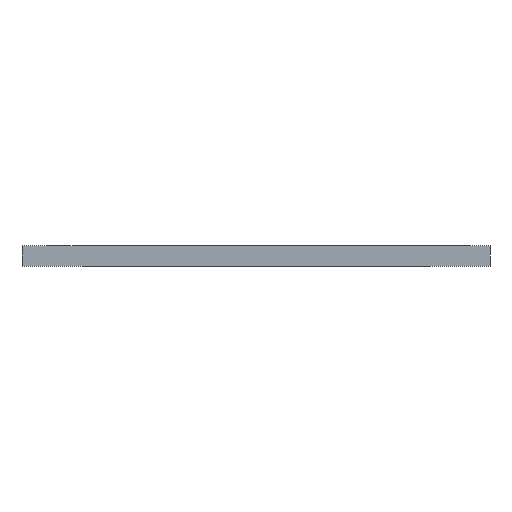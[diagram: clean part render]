
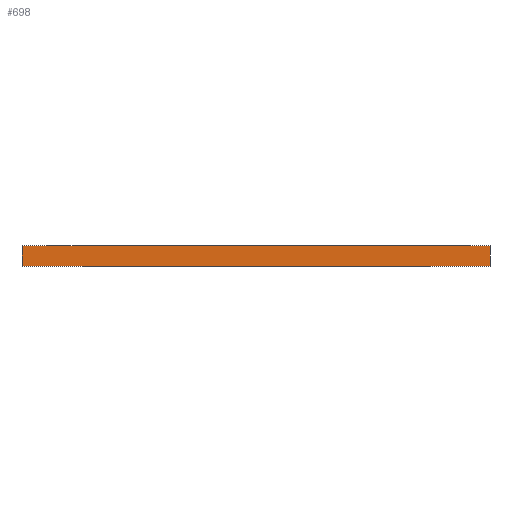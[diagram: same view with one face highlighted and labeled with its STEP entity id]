
A CAD part, front view. The second image highlights one B-rep face of the part: STEP entity #698.
In plain terms, the highlighted planar face has unit normal (0, -1, 0).
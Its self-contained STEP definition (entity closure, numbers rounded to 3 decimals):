
#288 = CARTESIAN_POINT ( 'NONE',  ( 15., -22.5, -0.65 ) ) ;
#360 = ORIENTED_EDGE ( 'NONE', *, *, #2614, .T. ) ;
#367 = VECTOR ( 'NONE', #1802, 1000. ) ;
#651 = CARTESIAN_POINT ( 'NONE',  ( 15., -22.5, -0.65 ) ) ;
#673 = VERTEX_POINT ( 'NONE', #2045 ) ;
#698 = ADVANCED_FACE ( 'NONE', ( #2023 ), #5731, .F. ) ;
#904 = LINE ( 'NONE', #4879, #2124 ) ;
#1151 = EDGE_CURVE ( 'NONE', #3977, #673, #3600, .T. ) ;
#1277 = VECTOR ( 'NONE', #5832, 1000. ) ;
#1802 = DIRECTION ( 'NONE',  ( 1., 0., 0. ) ) ;
#2023 = FACE_OUTER_BOUND ( 'NONE', #3920, .T. ) ;
#2045 = CARTESIAN_POINT ( 'NONE',  ( 15., -22.5, 0.65 ) ) ;
#2124 = VECTOR ( 'NONE', #3947, 1000. ) ;
#2445 = AXIS2_PLACEMENT_3D ( 'NONE', #3443, #2960, #5301 ) ;
#2486 = CARTESIAN_POINT ( 'NONE',  ( -15., -22.5, -0.65 ) ) ;
#2503 = DIRECTION ( 'NONE',  ( 1., 0., 0. ) ) ;
#2614 = EDGE_CURVE ( 'NONE', #3977, #3904, #904, .T. ) ;
#2623 = CARTESIAN_POINT ( 'NONE',  ( -15., -22.5, 0.65 ) ) ;
#2960 = DIRECTION ( 'NONE',  ( 0., 1., 0. ) ) ;
#3001 = LINE ( 'NONE', #651, #4164 ) ;
#3226 = EDGE_CURVE ( 'NONE', #673, #5728, #4950, .T. ) ;
#3443 = CARTESIAN_POINT ( 'NONE',  ( 15., -22.5, 0.65 ) ) ;
#3600 = LINE ( 'NONE', #4561, #367 ) ;
#3834 = EDGE_CURVE ( 'NONE', #3904, #5728, #3001, .T. ) ;
#3904 = VERTEX_POINT ( 'NONE', #2486 ) ;
#3920 = EDGE_LOOP ( 'NONE', ( #5487, #5734, #4918, #360 ) ) ;
#3947 = DIRECTION ( 'NONE',  ( 0., 0., -1. ) ) ;
#3977 = VERTEX_POINT ( 'NONE', #2623 ) ;
#4164 = VECTOR ( 'NONE', #2503, 1000. ) ;
#4561 = CARTESIAN_POINT ( 'NONE',  ( 15., -22.5, 0.65 ) ) ;
#4879 = CARTESIAN_POINT ( 'NONE',  ( -15., -22.5, 0.65 ) ) ;
#4918 = ORIENTED_EDGE ( 'NONE', *, *, #1151, .F. ) ;
#4950 = LINE ( 'NONE', #5359, #1277 ) ;
#5301 = DIRECTION ( 'NONE',  ( -1., 0., 0. ) ) ;
#5359 = CARTESIAN_POINT ( 'NONE',  ( 15., -22.5, 0.65 ) ) ;
#5487 = ORIENTED_EDGE ( 'NONE', *, *, #3834, .T. ) ;
#5728 = VERTEX_POINT ( 'NONE', #288 ) ;
#5731 = PLANE ( 'NONE',  #2445 ) ;
#5734 = ORIENTED_EDGE ( 'NONE', *, *, #3226, .F. ) ;
#5832 = DIRECTION ( 'NONE',  ( 0., 0., -1. ) ) ;
